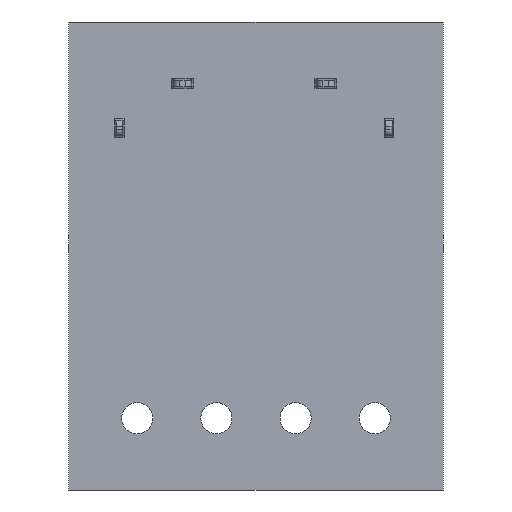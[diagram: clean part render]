
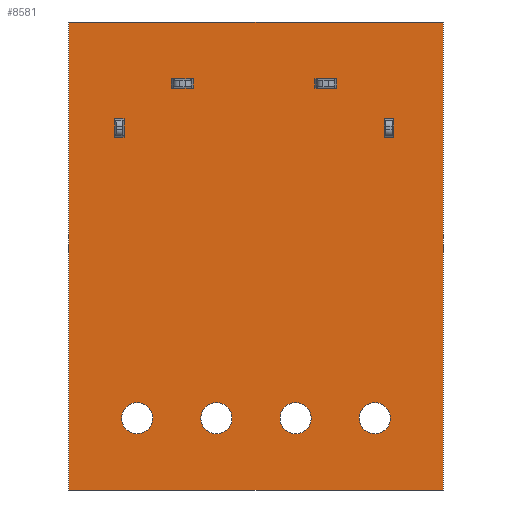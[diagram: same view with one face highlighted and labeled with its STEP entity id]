
A CAD part, front view. The second image highlights one B-rep face of the part: STEP entity #8581.
In plain terms, the highlighted planar face has unit normal (0, -1, 0).
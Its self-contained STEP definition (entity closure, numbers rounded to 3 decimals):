
#10 = DIRECTION ( 'NONE',  ( 0., 1., 0. ) ) ;
#205 = EDGE_CURVE ( 'NONE', #16248, #31335, #23770, .T. ) ;
#414 = CIRCLE ( 'NONE', #35091, 0.5 ) ;
#952 = CARTESIAN_POINT ( 'NONE',  ( -3.81, 0., -5.2 ) ) ;
#1140 = EDGE_CURVE ( 'NONE', #27217, #19952, #7081, .T. ) ;
#1694 = FACE_BOUND ( 'NONE', #31337, .T. ) ;
#1787 = VERTEX_POINT ( 'NONE', #22353 ) ;
#1973 = CARTESIAN_POINT ( 'NONE',  ( 3.81, 0., -5.2 ) ) ;
#2278 = PLANE ( 'NONE',  #34265 ) ;
#4028 = LINE ( 'NONE', #27097, #13023 ) ;
#4117 = VERTEX_POINT ( 'NONE', #35933 ) ;
#4127 = AXIS2_PLACEMENT_3D ( 'NONE', #8967, #20796, #21370 ) ;
#4615 = CARTESIAN_POINT ( 'NONE',  ( 6., 0., 7.5 ) ) ;
#4954 = ORIENTED_EDGE ( 'NONE', *, *, #16660, .T. ) ;
#5089 = CARTESIAN_POINT ( 'NONE',  ( -6., 0., -7.5 ) ) ;
#5145 = CIRCLE ( 'NONE', #25553, 0.5 ) ;
#5347 = ORIENTED_EDGE ( 'NONE', *, *, #20334, .T. ) ;
#5462 = CARTESIAN_POINT ( 'NONE',  ( 1.27, 0., -5.2 ) ) ;
#5522 = ORIENTED_EDGE ( 'NONE', *, *, #26801, .T. ) ;
#6532 = AXIS2_PLACEMENT_3D ( 'NONE', #18462, #7219, #13218 ) ;
#6571 = DIRECTION ( 'NONE',  ( -1., 0., 0. ) ) ;
#7081 = LINE ( 'NONE', #15788, #34142 ) ;
#7219 = DIRECTION ( 'NONE',  ( 0., 1., 0. ) ) ;
#7471 = DIRECTION ( 'NONE',  ( 0., 0., 1. ) ) ;
#7875 = CARTESIAN_POINT ( 'NONE',  ( 1.27, 0., -5.7 ) ) ;
#8311 = AXIS2_PLACEMENT_3D ( 'NONE', #25293, #37107, #16961 ) ;
#8581 = ADVANCED_FACE ( 'NONE', ( #16608, #1694, #28800, #34422, #26090 ), #2278, .F. ) ;
#8967 = CARTESIAN_POINT ( 'NONE',  ( -1.27, 0., -5.2 ) ) ;
#9628 = VERTEX_POINT ( 'NONE', #19720 ) ;
#9698 = DIRECTION ( 'NONE',  ( 0., 1., 0. ) ) ;
#10641 = EDGE_CURVE ( 'NONE', #4117, #21069, #5145, .T. ) ;
#12594 = CARTESIAN_POINT ( 'NONE',  ( -3.81, 0., -5.2 ) ) ;
#12778 = CIRCLE ( 'NONE', #34444, 0.5 ) ;
#13023 = VECTOR ( 'NONE', #6571, 1000. ) ;
#13218 = DIRECTION ( 'NONE',  ( 0., 0., -1. ) ) ;
#13584 = CIRCLE ( 'NONE', #35234, 0.5 ) ;
#14089 = VERTEX_POINT ( 'NONE', #25454 ) ;
#14879 = VERTEX_POINT ( 'NONE', #36488 ) ;
#15060 = EDGE_LOOP ( 'NONE', ( #15269, #5522 ) ) ;
#15269 = ORIENTED_EDGE ( 'NONE', *, *, #21712, .T. ) ;
#15425 = CIRCLE ( 'NONE', #20405, 0.5 ) ;
#15634 = VERTEX_POINT ( 'NONE', #24589 ) ;
#15695 = DIRECTION ( 'NONE',  ( 0., 0., 1. ) ) ;
#15788 = CARTESIAN_POINT ( 'NONE',  ( -6., 0., 7.5 ) ) ;
#16058 = DIRECTION ( 'NONE',  ( 0., 0., 1. ) ) ;
#16248 = VERTEX_POINT ( 'NONE', #7875 ) ;
#16433 = DIRECTION ( 'NONE',  ( 1., 0., 0. ) ) ;
#16608 = FACE_OUTER_BOUND ( 'NONE', #24948, .T. ) ;
#16660 = EDGE_CURVE ( 'NONE', #9628, #15634, #13584, .T. ) ;
#16761 = DIRECTION ( 'NONE',  ( 0., 1., 0. ) ) ;
#16803 = DIRECTION ( 'NONE',  ( 0., 0., 1. ) ) ;
#16961 = DIRECTION ( 'NONE',  ( 0., 0., -1. ) ) ;
#17189 = VERTEX_POINT ( 'NONE', #32683 ) ;
#17250 = ORIENTED_EDGE ( 'NONE', *, *, #22655, .F. ) ;
#17919 = ORIENTED_EDGE ( 'NONE', *, *, #1140, .F. ) ;
#18462 = CARTESIAN_POINT ( 'NONE',  ( 3.81, 0., -5.2 ) ) ;
#18975 = DIRECTION ( 'NONE',  ( 0., 1., 0. ) ) ;
#19343 = ORIENTED_EDGE ( 'NONE', *, *, #10641, .T. ) ;
#19720 = CARTESIAN_POINT ( 'NONE',  ( 3.81, 0., -5.7 ) ) ;
#19952 = VERTEX_POINT ( 'NONE', #31900 ) ;
#20275 = VECTOR ( 'NONE', #16433, 1000. ) ;
#20287 = ORIENTED_EDGE ( 'NONE', *, *, #205, .T. ) ;
#20334 = EDGE_CURVE ( 'NONE', #31335, #16248, #12778, .T. ) ;
#20405 = AXIS2_PLACEMENT_3D ( 'NONE', #12594, #9698, #15695 ) ;
#20433 = CARTESIAN_POINT ( 'NONE',  ( -1.27, 0., -5.2 ) ) ;
#20796 = DIRECTION ( 'NONE',  ( 0., 1., 0. ) ) ;
#21069 = VERTEX_POINT ( 'NONE', #25916 ) ;
#21370 = DIRECTION ( 'NONE',  ( 0., 0., 1. ) ) ;
#21712 = EDGE_CURVE ( 'NONE', #14879, #1787, #35066, .T. ) ;
#22353 = CARTESIAN_POINT ( 'NONE',  ( -1.27, 0., -4.7 ) ) ;
#22655 = EDGE_CURVE ( 'NONE', #19952, #17189, #31155, .T. ) ;
#23006 = DIRECTION ( 'NONE',  ( 0., 1., 0. ) ) ;
#23090 = DIRECTION ( 'NONE',  ( 0., 1., 0. ) ) ;
#23139 = LINE ( 'NONE', #29305, #34951 ) ;
#23283 = EDGE_LOOP ( 'NONE', ( #20287, #5347 ) ) ;
#23770 = CIRCLE ( 'NONE', #8311, 0.5 ) ;
#24589 = CARTESIAN_POINT ( 'NONE',  ( 3.81, 0., -4.7 ) ) ;
#24752 = EDGE_CURVE ( 'NONE', #17189, #14089, #23139, .T. ) ;
#24948 = EDGE_LOOP ( 'NONE', ( #17919, #38098, #34794, #17250 ) ) ;
#25293 = CARTESIAN_POINT ( 'NONE',  ( 1.27, 0., -5.2 ) ) ;
#25454 = CARTESIAN_POINT ( 'NONE',  ( 6., 0., -7.5 ) ) ;
#25553 = AXIS2_PLACEMENT_3D ( 'NONE', #952, #18975, #16058 ) ;
#25916 = CARTESIAN_POINT ( 'NONE',  ( -3.81, 0., -4.7 ) ) ;
#26090 = FACE_BOUND ( 'NONE', #31605, .T. ) ;
#26801 = EDGE_CURVE ( 'NONE', #1787, #14879, #414, .T. ) ;
#27097 = CARTESIAN_POINT ( 'NONE',  ( 6., 0., -7.5 ) ) ;
#27162 = EDGE_CURVE ( 'NONE', #15634, #9628, #36229, .T. ) ;
#27217 = VERTEX_POINT ( 'NONE', #5089 ) ;
#27627 = ORIENTED_EDGE ( 'NONE', *, *, #32744, .T. ) ;
#28800 = FACE_BOUND ( 'NONE', #15060, .T. ) ;
#28891 = DIRECTION ( 'NONE',  ( 0., 0., -1. ) ) ;
#29305 = CARTESIAN_POINT ( 'NONE',  ( 6., 0., 7.5 ) ) ;
#31155 = LINE ( 'NONE', #4615, #20275 ) ;
#31335 = VERTEX_POINT ( 'NONE', #34916 ) ;
#31337 = EDGE_LOOP ( 'NONE', ( #19343, #27627 ) ) ;
#31479 = DIRECTION ( 'NONE',  ( 0., 0., 1. ) ) ;
#31605 = EDGE_LOOP ( 'NONE', ( #4954, #33920 ) ) ;
#31900 = CARTESIAN_POINT ( 'NONE',  ( -6., 0., 7.5 ) ) ;
#32374 = DIRECTION ( 'NONE',  ( 0., 0., -1. ) ) ;
#32683 = CARTESIAN_POINT ( 'NONE',  ( 6., 0., 7.5 ) ) ;
#32744 = EDGE_CURVE ( 'NONE', #21069, #4117, #15425, .T. ) ;
#33817 = EDGE_CURVE ( 'NONE', #14089, #27217, #4028, .T. ) ;
#33920 = ORIENTED_EDGE ( 'NONE', *, *, #27162, .T. ) ;
#34142 = VECTOR ( 'NONE', #7471, 1000. ) ;
#34265 = AXIS2_PLACEMENT_3D ( 'NONE', #37918, #23006, #16803 ) ;
#34422 = FACE_BOUND ( 'NONE', #23283, .T. ) ;
#34444 = AXIS2_PLACEMENT_3D ( 'NONE', #5462, #10, #32374 ) ;
#34794 = ORIENTED_EDGE ( 'NONE', *, *, #24752, .F. ) ;
#34916 = CARTESIAN_POINT ( 'NONE',  ( 1.27, 0., -4.7 ) ) ;
#34937 = DIRECTION ( 'NONE',  ( 0., 0., -1. ) ) ;
#34951 = VECTOR ( 'NONE', #34937, 1000. ) ;
#35066 = CIRCLE ( 'NONE', #4127, 0.5 ) ;
#35091 = AXIS2_PLACEMENT_3D ( 'NONE', #20433, #16761, #31479 ) ;
#35234 = AXIS2_PLACEMENT_3D ( 'NONE', #1973, #23090, #28891 ) ;
#35933 = CARTESIAN_POINT ( 'NONE',  ( -3.81, 0., -5.7 ) ) ;
#36229 = CIRCLE ( 'NONE', #6532, 0.5 ) ;
#36488 = CARTESIAN_POINT ( 'NONE',  ( -1.27, 0., -5.7 ) ) ;
#37107 = DIRECTION ( 'NONE',  ( 0., 1., 0. ) ) ;
#37918 = CARTESIAN_POINT ( 'NONE',  ( 0., 0., 0. ) ) ;
#38098 = ORIENTED_EDGE ( 'NONE', *, *, #33817, .F. ) ;
